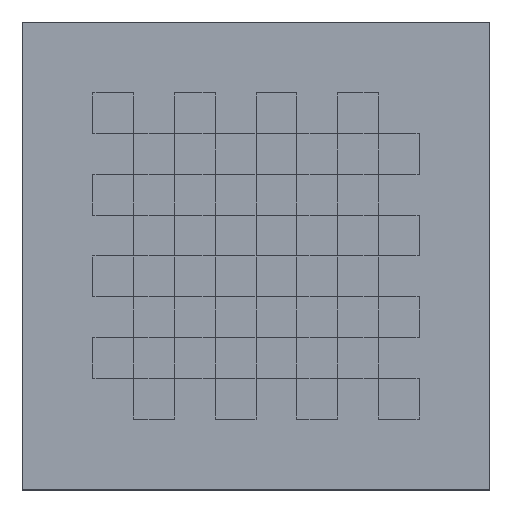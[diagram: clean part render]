
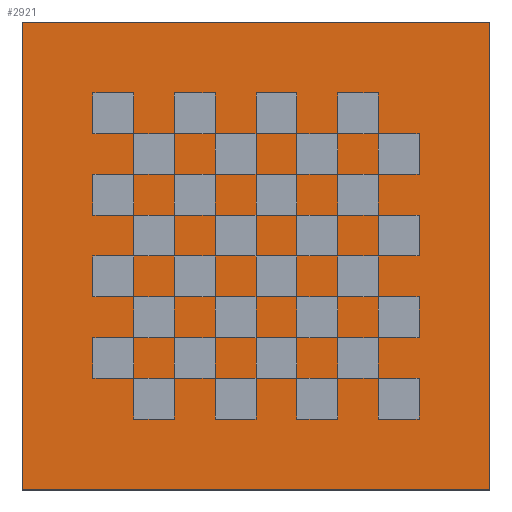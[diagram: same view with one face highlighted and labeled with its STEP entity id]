
A CAD part, top view. The second image highlights one B-rep face of the part: STEP entity #2921.
In plain terms, the highlighted planar face has unit normal (0, 0, 1).
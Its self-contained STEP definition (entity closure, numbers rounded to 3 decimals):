
#83=FACE_OUTER_BOUND('',#281,.T.);
#281=EDGE_LOOP('',(#1943,#1944,#1945,#1946));
#477=LINE('',#4161,#873);
#480=LINE('',#4167,#876);
#483=LINE('',#4173,#879);
#486=LINE('',#4177,#882);
#873=VECTOR('',#3365,10.);
#876=VECTOR('',#3370,10.);
#879=VECTOR('',#3375,10.);
#882=VECTOR('',#3380,10.);
#1269=VERTEX_POINT('',#4158);
#1270=VERTEX_POINT('',#4160);
#1272=VERTEX_POINT('',#4166);
#1274=VERTEX_POINT('',#4172);
#1533=EDGE_CURVE('',#1270,#1269,#477,.T.);
#1536=EDGE_CURVE('',#1272,#1270,#480,.T.);
#1539=EDGE_CURVE('',#1274,#1272,#483,.T.);
#1542=EDGE_CURVE('',#1269,#1274,#486,.T.);
#1943=ORIENTED_EDGE('',*,*,#1542,.T.);
#1944=ORIENTED_EDGE('',*,*,#1539,.T.);
#1945=ORIENTED_EDGE('',*,*,#1536,.T.);
#1946=ORIENTED_EDGE('',*,*,#1533,.T.);
#2723=PLANE('',#3165);
#2921=ADVANCED_FACE('',(#83),#2723,.T.);
#3165=AXIS2_PLACEMENT_3D('',#4178,#3381,#3382);
#3365=DIRECTION('',(0.,-1.,0.));
#3370=DIRECTION('',(-1.,0.,0.));
#3375=DIRECTION('',(0.,1.,0.));
#3380=DIRECTION('',(1.,0.,0.));
#3381=DIRECTION('center_axis',(0.,0.,1.));
#3382=DIRECTION('ref_axis',(1.,0.,0.));
#4158=CARTESIAN_POINT('',(0.,-620.,2.));
#4160=CARTESIAN_POINT('',(0.,0.,2.));
#4161=CARTESIAN_POINT('',(0.,-620.,2.));
#4166=CARTESIAN_POINT('',(620.,0.,2.));
#4167=CARTESIAN_POINT('',(0.,0.,2.));
#4172=CARTESIAN_POINT('',(620.,-620.,2.));
#4173=CARTESIAN_POINT('',(620.,0.,2.));
#4177=CARTESIAN_POINT('',(620.,-620.,2.));
#4178=CARTESIAN_POINT('Origin',(310.,-310.,2.));
